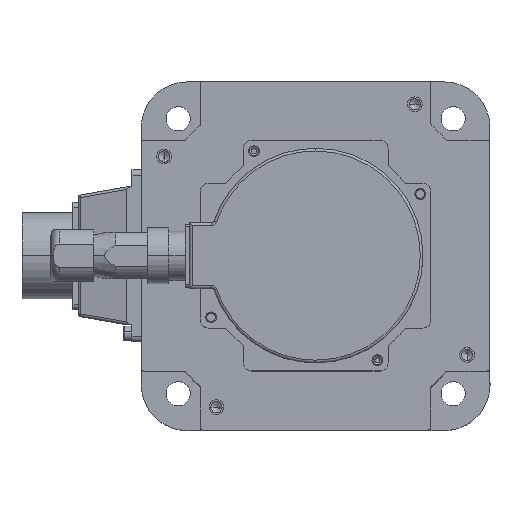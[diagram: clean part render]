
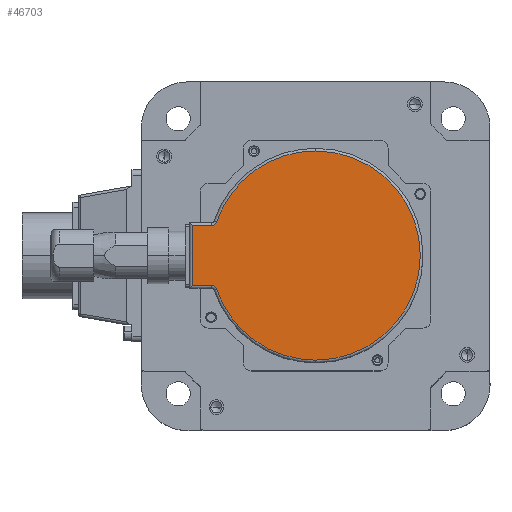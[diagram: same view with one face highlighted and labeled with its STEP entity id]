
A CAD part, top view. The second image highlights one B-rep face of the part: STEP entity #46703.
In plain terms, the highlighted face is planar.
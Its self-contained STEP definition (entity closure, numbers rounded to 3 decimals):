
#1546 = DIRECTION ( 'NONE',  ( 0., 0., -1. ) ) ;
#3856 = VERTEX_POINT ( 'NONE', #18347 ) ;
#4339 = AXIS2_PLACEMENT_3D ( 'NONE', #35756, #65244, #26951 ) ;
#4496 = EDGE_CURVE ( 'NONE', #43378, #3856, #59342, .T. ) ;
#5736 = ORIENTED_EDGE ( 'NONE', *, *, #65477, .T. ) ;
#6404 = FACE_OUTER_BOUND ( 'NONE', #7255, .T. ) ;
#7255 = EDGE_LOOP ( 'NONE', ( #36631, #13755, #48832, #5736, #30343, #65283, #43185, #67560 ) ) ;
#7383 = DIRECTION ( 'NONE',  ( 0., 0., 1. ) ) ;
#9006 = CARTESIAN_POINT ( 'NONE',  ( -20., 38.8, 11.25 ) ) ;
#9830 = EDGE_CURVE ( 'NONE', #26446, #43378, #60823, .T. ) ;
#11532 = DIRECTION ( 'NONE',  ( -1., 0., 0. ) ) ;
#12128 = DIRECTION ( 'NONE',  ( 0., -1., 0. ) ) ;
#13476 = EDGE_CURVE ( 'NONE', #24285, #58535, #48708, .T. ) ;
#13503 = VERTEX_POINT ( 'NONE', #28418 ) ;
#13755 = ORIENTED_EDGE ( 'NONE', *, *, #9830, .T. ) ;
#16598 = CIRCLE ( 'NONE', #4339, 39. ) ;
#17984 = CARTESIAN_POINT ( 'NONE',  ( -20., 47., 11.25 ) ) ;
#18347 = CARTESIAN_POINT ( 'NONE',  ( -20., 38.8, -11.25 ) ) ;
#19610 = CIRCLE ( 'NONE', #31865, 2. ) ;
#19972 = EDGE_CURVE ( 'NONE', #58535, #26446, #47570, .T. ) ;
#20013 = VECTOR ( 'NONE', #56344, 1000. ) ;
#20861 = CARTESIAN_POINT ( 'NONE',  ( -20., 36.907, -12.604 ) ) ;
#20905 = PLANE ( 'NONE',  #31140 ) ;
#20975 = CARTESIAN_POINT ( 'NONE',  ( -20., 38.8, -11.25 ) ) ;
#24244 = DIRECTION ( 'NONE',  ( 0., 0., 1. ) ) ;
#24285 = VERTEX_POINT ( 'NONE', #39315 ) ;
#24788 = DIRECTION ( 'NONE',  ( -1., 0., 0. ) ) ;
#26446 = VERTEX_POINT ( 'NONE', #58997 ) ;
#26932 = AXIS2_PLACEMENT_3D ( 'NONE', #54252, #24788, #63107 ) ;
#26951 = DIRECTION ( 'NONE',  ( 0., 0., 1. ) ) ;
#27923 = VERTEX_POINT ( 'NONE', #61832 ) ;
#28418 = CARTESIAN_POINT ( 'NONE',  ( -20., 0., 39. ) ) ;
#28937 = VECTOR ( 'NONE', #12128, 1000. ) ;
#28950 = VERTEX_POINT ( 'NONE', #20861 ) ;
#30343 = ORIENTED_EDGE ( 'NONE', *, *, #36300, .T. ) ;
#31140 = AXIS2_PLACEMENT_3D ( 'NONE', #50458, #62545, #24244 ) ;
#31308 = CARTESIAN_POINT ( 'NONE',  ( -20., 46., -12.25 ) ) ;
#31865 = AXIS2_PLACEMENT_3D ( 'NONE', #66638, #37149, #7383 ) ;
#34624 = AXIS2_PLACEMENT_3D ( 'NONE', #58275, #67041, #37528 ) ;
#35536 = CARTESIAN_POINT ( 'NONE',  ( -20., 46., -11.25 ) ) ;
#35756 = CARTESIAN_POINT ( 'NONE',  ( -20., 0., 0. ) ) ;
#36300 = EDGE_CURVE ( 'NONE', #28950, #27923, #39131, .T. ) ;
#36631 = ORIENTED_EDGE ( 'NONE', *, *, #19972, .T. ) ;
#37149 = DIRECTION ( 'NONE',  ( 1., 0., 0. ) ) ;
#37528 = DIRECTION ( 'NONE',  ( 0., 0., 1. ) ) ;
#39131 = CIRCLE ( 'NONE', #26932, 39. ) ;
#39315 = CARTESIAN_POINT ( 'NONE',  ( -20., 36.907, 12.604 ) ) ;
#41266 = CARTESIAN_POINT ( 'NONE',  ( -20., 0., 0. ) ) ;
#43185 = ORIENTED_EDGE ( 'NONE', *, *, #63076, .T. ) ;
#43378 = VERTEX_POINT ( 'NONE', #35536 ) ;
#46703 = ADVANCED_FACE ( 'NONE', ( #6404 ), #20905, .T. ) ;
#47570 = LINE ( 'NONE', #17984, #20013 ) ;
#48708 = CIRCLE ( 'NONE', #34624, 2. ) ;
#48832 = ORIENTED_EDGE ( 'NONE', *, *, #4496, .T. ) ;
#49957 = DIRECTION ( 'NONE',  ( 0., 0., 1. ) ) ;
#50458 = CARTESIAN_POINT ( 'NONE',  ( -20., 0., 0. ) ) ;
#53386 = AXIS2_PLACEMENT_3D ( 'NONE', #41266, #11532, #49957 ) ;
#54252 = CARTESIAN_POINT ( 'NONE',  ( -20., 0., 0. ) ) ;
#56344 = DIRECTION ( 'NONE',  ( 0., 1., 0. ) ) ;
#56836 = EDGE_CURVE ( 'NONE', #27923, #13503, #60110, .T. ) ;
#58275 = CARTESIAN_POINT ( 'NONE',  ( -20., 38.8, 13.25 ) ) ;
#58535 = VERTEX_POINT ( 'NONE', #9006 ) ;
#58997 = CARTESIAN_POINT ( 'NONE',  ( -20., 46., 11.25 ) ) ;
#59342 = LINE ( 'NONE', #20975, #28937 ) ;
#60110 = CIRCLE ( 'NONE', #53386, 39. ) ;
#60823 = LINE ( 'NONE', #31308, #65386 ) ;
#61832 = CARTESIAN_POINT ( 'NONE',  ( -20., 0., -39. ) ) ;
#62545 = DIRECTION ( 'NONE',  ( -1., 0., 0. ) ) ;
#63076 = EDGE_CURVE ( 'NONE', #13503, #24285, #16598, .T. ) ;
#63107 = DIRECTION ( 'NONE',  ( 0., 0., 1. ) ) ;
#65244 = DIRECTION ( 'NONE',  ( -1., 0., 0. ) ) ;
#65283 = ORIENTED_EDGE ( 'NONE', *, *, #56836, .T. ) ;
#65386 = VECTOR ( 'NONE', #1546, 1000. ) ;
#65477 = EDGE_CURVE ( 'NONE', #3856, #28950, #19610, .T. ) ;
#66638 = CARTESIAN_POINT ( 'NONE',  ( -20., 38.8, -13.25 ) ) ;
#67041 = DIRECTION ( 'NONE',  ( 1., 0., 0. ) ) ;
#67560 = ORIENTED_EDGE ( 'NONE', *, *, #13476, .T. ) ;
